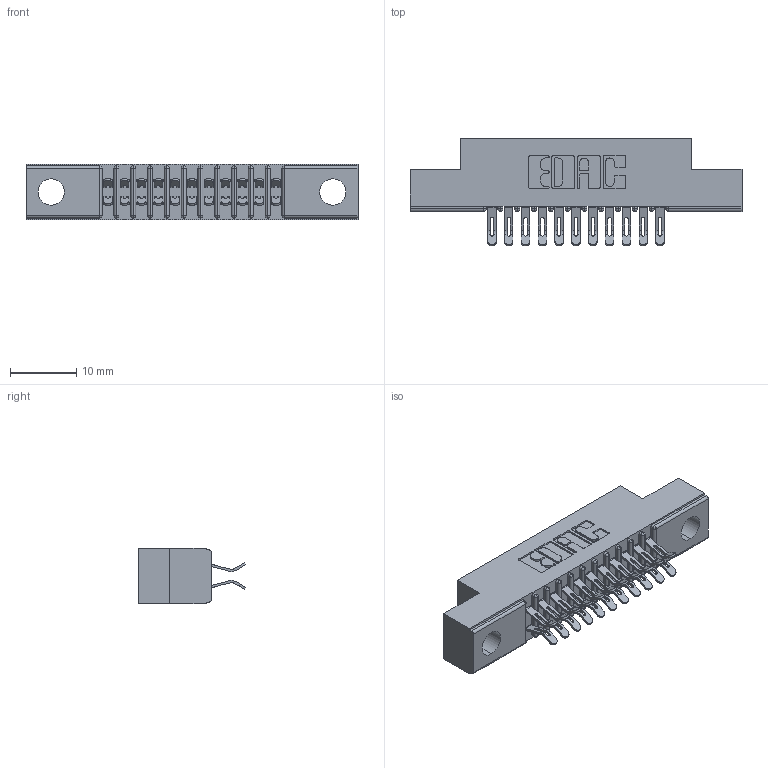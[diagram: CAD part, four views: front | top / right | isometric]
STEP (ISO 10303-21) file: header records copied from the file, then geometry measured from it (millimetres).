
FILE_DESCRIPTION (( 'STEP AP203' ), '1' );
FILE_NAME ('391-022-555-204.STEP', '2018-08-08T19:27:22', ( '' ), ( '' ), 'SwSTEP 2.0', 'SolidWorks 2016', '' );
FILE_SCHEMA (( 'CONFIG_CONTROL_DESIGN' ));
Length unit declared in the file: inch
Products named in the file (3): 341 Part_.156 (3.96) Dia Mounting Holes; 341-292-001_341-292-155; 391-022-555-204
Assembly tree (23 placements, depth 2):
  391-022-555-204
    341 Part_.156 (3.96) Dia Mounting Holes
    341-292-001_341-292-155  x22
Bounding box: 50.16 x 16.31 x 8.38 mm (x, y, z)
Volume: 2808 mm3; surface area: 5261.1 mm2
Topology: 23 solids, 23 shells, 1846 faces, 5489 edges, 3574 vertices
Faces by surface type: plane 1006, cylinder 796, sphere 24, torus 20
Entity records: 18330 total; most frequent: CARTESIAN_POINT 3069, ORIENTED_EDGE 3034, DIRECTION 2983, EDGE_CURVE 1517, VECTOR 1183, LINE 1183, VERTEX_POINT 970, AXIS2_PLACEMENT_3D 900
